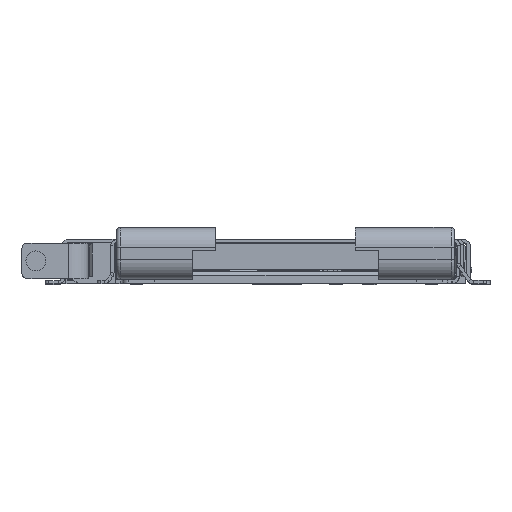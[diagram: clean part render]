
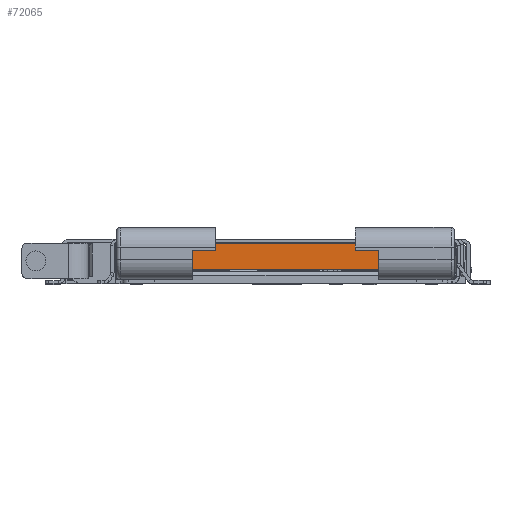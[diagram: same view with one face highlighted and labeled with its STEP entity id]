
A CAD part, top view. The second image highlights one B-rep face of the part: STEP entity #72065.
In plain terms, the highlighted face is planar.
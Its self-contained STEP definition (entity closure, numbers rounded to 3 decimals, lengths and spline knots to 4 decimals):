
#64579=DIRECTION('',(0.,1.,0.));
#64580=VECTOR('',#64579,5.6497);
#64581=CARTESIAN_POINT('',(31.6263,42.5003,
-4.63));
#64582=LINE('',#64581,#64580);
#64811=DIRECTION('',(0.,0.,1.));
#64812=VECTOR('',#64811,0.57);
#64813=CARTESIAN_POINT('',(31.6263,42.5003,
-4.63));
#64814=LINE('',#64813,#64812);
#64815=DIRECTION('',(0.,1.,0.));
#64816=VECTOR('',#64815,0.7);
#64817=CARTESIAN_POINT('',(31.6264,42.5003,
-4.06));
#64818=LINE('',#64817,#64816);
#64819=DIRECTION('',(0.,0.,1.));
#64820=VECTOR('',#64819,0.115);
#64821=CARTESIAN_POINT('',(31.6265,43.2003,
-4.06));
#64822=LINE('',#64821,#64820);
#64823=DIRECTION('',(0.,-1.,0.));
#64824=VECTOR('',#64823,0.7);
#64825=CARTESIAN_POINT('',(31.6264,43.2003,-3.945));
#64826=LINE('',#64825,#64824);
#64827=DIRECTION('',(0.,0.,-1.));
#64828=VECTOR('',#64827,0.1);
#64829=CARTESIAN_POINT('',(31.6274,48.15,-3.845));
#64830=LINE('',#64829,#64828);
#64831=DIRECTION('',(0.,-1.,0.));
#64832=VECTOR('',#64831,0.7);
#64833=CARTESIAN_POINT('',(31.6274,48.15,-3.945));
#64834=LINE('',#64833,#64832);
#64835=DIRECTION('',(0.,0.,-1.));
#64836=VECTOR('',#64835,0.115);
#64837=CARTESIAN_POINT('',(31.6273,47.45,-3.945));
#64838=LINE('',#64837,#64836);
#64839=DIRECTION('',(0.,1.,0.));
#64840=VECTOR('',#64839,0.7);
#64841=CARTESIAN_POINT('',(31.6273,47.45,
-4.06));
#64842=LINE('',#64841,#64840);
#64843=DIRECTION('',(0.,0.,-1.));
#64844=VECTOR('',#64843,0.57);
#64845=CARTESIAN_POINT('',(31.6274,48.15,
-4.06));
#64846=LINE('',#64845,#64844);
#65330=DIRECTION('',(0.,-1.,0.));
#65331=VECTOR('',#65330,5.6497);
#65332=CARTESIAN_POINT('',(31.6274,48.15,-3.845));
#65333=LINE('',#65332,#65331);
#65524=DIRECTION('',(0.,0.,-1.));
#65525=VECTOR('',#65524,0.1);
#65526=CARTESIAN_POINT('',(31.6263,42.5003,-3.845));
#65527=LINE('',#65526,#65525);
#68872=CARTESIAN_POINT('',(31.6263,42.5003,
-4.63));
#68873=VERTEX_POINT('',#68872);
#68874=CARTESIAN_POINT('',(31.6274,48.15,
-4.63));
#68875=VERTEX_POINT('',#68874);
#68884=CARTESIAN_POINT('',(31.6274,48.15,
-4.06));
#68885=VERTEX_POINT('',#68884);
#68908=CARTESIAN_POINT('',(31.6273,47.45,
-4.06));
#68909=VERTEX_POINT('',#68908);
#68910=CARTESIAN_POINT('',(31.6273,47.45,-3.945));
#68911=VERTEX_POINT('',#68910);
#68922=CARTESIAN_POINT('',(31.6264,42.5003,
-4.06));
#68923=VERTEX_POINT('',#68922);
#68924=CARTESIAN_POINT('',(31.6265,43.2003,
-4.06));
#68925=VERTEX_POINT('',#68924);
#68926=CARTESIAN_POINT('',(31.6264,43.2003,-3.945));
#68927=VERTEX_POINT('',#68926);
#68928=CARTESIAN_POINT('',(31.6263,42.5003,-3.945));
#68929=VERTEX_POINT('',#68928);
#68930=CARTESIAN_POINT('',(31.6263,42.5003,-3.845));
#68931=VERTEX_POINT('',#68930);
#68932=CARTESIAN_POINT('',(31.6274,48.15,-3.845));
#68933=VERTEX_POINT('',#68932);
#68934=CARTESIAN_POINT('',(31.6274,48.15,-3.945));
#68935=VERTEX_POINT('',#68934);
#72038=CARTESIAN_POINT('',(31.6268,45.2789,
-4.2375));
#72039=DIRECTION('',(1.,0.,0.));
#72040=DIRECTION('',(0.,1.,0.));
#72041=AXIS2_PLACEMENT_3D('',#72038,#72039,#72040);
#72042=PLANE('',#72041);
#72044=ORIENTED_EDGE('',*,*,#72043,.T.);
#72046=ORIENTED_EDGE('',*,*,#72045,.T.);
#72048=ORIENTED_EDGE('',*,*,#72047,.T.);
#72050=ORIENTED_EDGE('',*,*,#72049,.T.);
#72052=ORIENTED_EDGE('',*,*,#72051,.F.);
#72054=ORIENTED_EDGE('',*,*,#72053,.F.);
#72056=ORIENTED_EDGE('',*,*,#72055,.T.);
#72058=ORIENTED_EDGE('',*,*,#72057,.T.);
#72059=ORIENTED_EDGE('',*,*,#71784,.T.);
#72060=ORIENTED_EDGE('',*,*,#72033,.T.);
#72061=ORIENTED_EDGE('',*,*,#71733,.T.);
#72062=ORIENTED_EDGE('',*,*,#71696,.F.);
#72063=EDGE_LOOP('',(#72044,#72046,#72048,#72050,#72052,#72054,#72056,#72058,
#72059,#72060,#72061,#72062));
#72064=FACE_OUTER_BOUND('',#72063,.F.);
#72065=ADVANCED_FACE('',(#72064),#72042,.T.);
#71696=EDGE_CURVE('',#68873,#68875,#64582,.T.);
#71733=EDGE_CURVE('',#68885,#68875,#64846,.T.);
#71784=EDGE_CURVE('',#68911,#68909,#64838,.T.);
#72033=EDGE_CURVE('',#68909,#68885,#64842,.T.);
#72043=EDGE_CURVE('',#68873,#68923,#64814,.T.);
#72045=EDGE_CURVE('',#68923,#68925,#64818,.T.);
#72047=EDGE_CURVE('',#68925,#68927,#64822,.T.);
#72049=EDGE_CURVE('',#68927,#68929,#64826,.T.);
#72051=EDGE_CURVE('',#68931,#68929,#65527,.T.);
#72053=EDGE_CURVE('',#68933,#68931,#65333,.T.);
#72055=EDGE_CURVE('',#68933,#68935,#64830,.T.);
#72057=EDGE_CURVE('',#68935,#68911,#64834,.T.);
